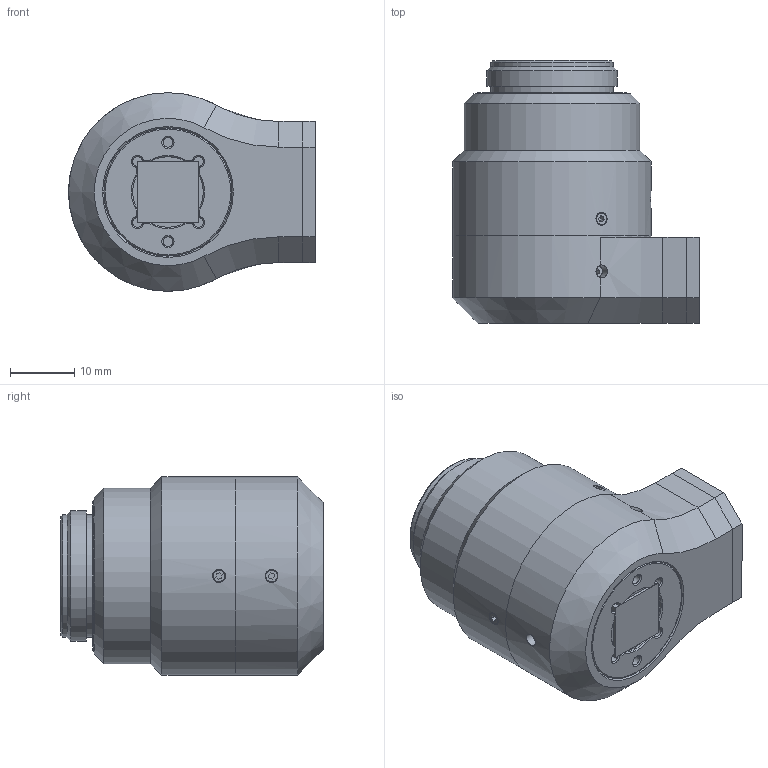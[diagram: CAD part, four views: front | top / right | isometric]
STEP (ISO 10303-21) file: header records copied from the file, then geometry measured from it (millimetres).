
FILE_DESCRIPTION (( 'STEP AP203' ), '1' );
FILE_NAME ('690142.STEP', '2025-12-24T06:19:22', ( 'Windows User' ), ( 'P R C' ), 'SwSTEP 2.0', 'SolidWorks 2020', '' );
FILE_SCHEMA (( 'CONFIG_CONTROL_DESIGN' ));
Length unit declared in the file: millimetre
Products named in the file (24): cross recessed pan head screws gb_GB_CROSS_SCREWS_TYPE1 M1.6X10-10  H type-N.STEP.STEP_1; 690142; 5X ________________.STEP.STEP_1; M2_____M2_3.STEP.STEP_1; 5X-2 ______.STEP.STEP_1; ____.STEP.STEP_1; __________.STEP.STEP_1; 5X______-2.STEP.STEP_1; 0.3x3x15____.STEP.STEP_1; 5X.01 ____________.STEP.STEP_1; 5X______.STEP.STEP_1; M2_____M2x5.STEP.STEP_1; O________23.6x1.8__A____.STEP.STEP_1; ________.STEP.STEP_1; cross recessed ctsk head screws type b gb_GB_CROSS_SCREWS_TYPE136 M1.6X3-N.STEP.STEP_1; 5X 迈克尔孙白光物镜.STEP_1; cross recessed ctsk head screws type b gb_GB_CROSS_SCREWS_TYPE136 M1.6X4-N.STEP.STEP_1; 5X______-1.STEP.STEP_1; 5X-1 ______.STEP.STEP_1; 5X.01 ________.STEP.STEP_1; 5X____.STEP.STEP_1; ______-3.STEP.STEP_1; ______.STEP.STEP_1; ________M3x5.STEP.STEP_1
Assembly tree (32 placements, depth 7):
  690142
    5X 迈克尔孙白光物镜.STEP_1
      5X ________________.STEP.STEP_1
        5X____.STEP.STEP_1
          ________.STEP.STEP_1
            5X______.STEP.STEP_1
            5X______-1.STEP.STEP_1
          5X.01 ________.STEP.STEP_1
            5X.01 ____________.STEP.STEP_1
              5X-1 ______.STEP.STEP_1
              5X-2 ______.STEP.STEP_1
            5X______-2.STEP.STEP_1
          ______.STEP.STEP_1
          O________23.6x1.8__A____.STEP.STEP_1
          cross recessed ctsk head screws type b gb_GB_CROSS_SCREWS_TYPE136 M1.6X4-N.STEP.STEP_1  x4
          M2_____M2_3.STEP.STEP_1  x3
          M2_____M2x5.STEP.STEP_1  x3
          __________.STEP.STEP_1
          ______-3.STEP.STEP_1
          cross recessed ctsk head screws type b gb_GB_CROSS_SCREWS_TYPE136 M1.6X3-N.STEP.STEP_1
          ____.STEP.STEP_1
          cross recessed pan head screws gb_GB_CROSS_SCREWS_TYPE1 M1.6X10-10  H type-N.STEP.STEP_1  x3
          ________M3x5.STEP.STEP_1
          0.3x3x15____.STEP.STEP_1
Bounding box: 38.5 x 41 x 31 mm (x, y, z)
Volume: 19163.2 mm3; surface area: 19059 mm2
Topology: 26 solids, 26 shells, 504 faces, 1167 edges, 766 vertices
Faces by surface type: plane 280, cylinder 136, cone 74, bspline 13, sphere 1
Full cylindrical faces by diameter (mm): 0.8 x2, 1.5 x6, 1.6 x17, 1.8 x1, 2 x12, 2.6 x3, 2.66 x5, 3 x2, 3.2 x6, 4 x3, 8 x2, 9.2 x1, 12 x1, 14 x1, 14.8 x1, 16 x2, 16.5 x1, 17 x2, 19.1 x2, 19.5 x1, 19.8 x1, 20 x4, 20.32 x1, 20.7 x1, 23.6 x4, 24.1 x1, 24.5 x2, 24.9 x1, 25 x3, 27.4 x1
Entity records: 15007 total; most frequent: CARTESIAN_POINT 5197, DIRECTION 1504, ORIENTED_EDGE 1174, AXIS2_PLACEMENT_3D 621, EDGE_CURVE 587, EDGE_LOOP 569, VERTEX_POINT 454, FACE_OUTER_BOUND 426
